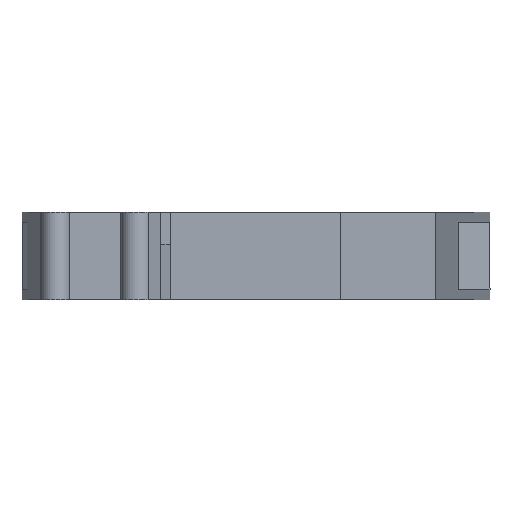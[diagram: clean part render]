
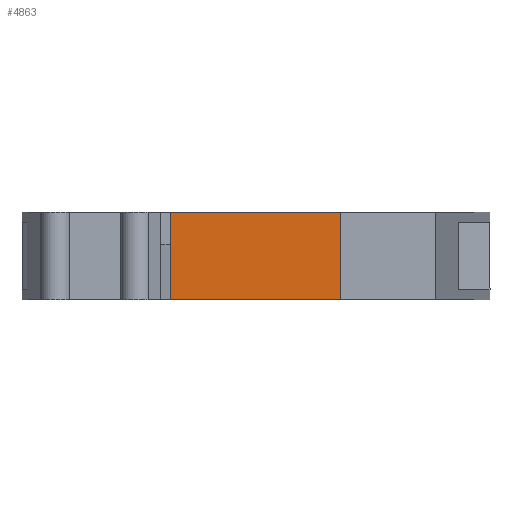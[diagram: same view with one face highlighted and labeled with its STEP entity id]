
A CAD part, front view. The second image highlights one B-rep face of the part: STEP entity #4863.
In plain terms, the highlighted planar face has unit normal (0, -1, 0).
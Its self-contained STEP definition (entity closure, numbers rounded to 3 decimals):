
#478 = ORIENTED_EDGE ( 'NONE', *, *, #484, .T. ) ;
#484 = EDGE_CURVE ( 'NONE', #1618, #1659, #1345, .T. ) ;
#1046 = DIRECTION ( 'NONE',  ( 0., 1., 0. ) ) ;
#1343 = CARTESIAN_POINT ( 'NONE',  ( 7.25, 0., 3. ) ) ;
#1345 = LINE ( 'NONE', #3236, #5451 ) ;
#1618 = VERTEX_POINT ( 'NONE', #6206 ) ;
#1659 = VERTEX_POINT ( 'NONE', #5571 ) ;
#1951 = ORIENTED_EDGE ( 'NONE', *, *, #5533, .F. ) ;
#1997 = LINE ( 'NONE', #3364, #6878 ) ;
#2201 = EDGE_LOOP ( 'NONE', ( #1951, #4920, #478, #7840 ) ) ;
#2300 = PLANE ( 'NONE',  #8271 ) ;
#2482 = EDGE_CURVE ( 'NONE', #5017, #1659, #6721, .T. ) ;
#2685 = LINE ( 'NONE', #7639, #6073 ) ;
#3236 = CARTESIAN_POINT ( 'NONE',  ( -5.864, 0., 3. ) ) ;
#3364 = CARTESIAN_POINT ( 'NONE',  ( 7.25, 0., 3. ) ) ;
#3375 = DIRECTION ( 'NONE',  ( -1., 0., 0. ) ) ;
#3855 = DIRECTION ( 'NONE',  ( 0., 0., -1. ) ) ;
#4004 = DIRECTION ( 'NONE',  ( 0., 0., -1. ) ) ;
#4098 = CARTESIAN_POINT ( 'NONE',  ( 0., 0., -3. ) ) ;
#4481 = DIRECTION ( 'NONE',  ( 1., 0., 0. ) ) ;
#4863 = ADVANCED_FACE ( 'NONE', ( #5378 ), #2300, .F. ) ;
#4884 = CARTESIAN_POINT ( 'NONE',  ( 7.25, 0., 3. ) ) ;
#4920 = ORIENTED_EDGE ( 'NONE', *, *, #5082, .F. ) ;
#5017 = VERTEX_POINT ( 'NONE', #5056 ) ;
#5056 = CARTESIAN_POINT ( 'NONE',  ( 7.25, 0., -3. ) ) ;
#5060 = VECTOR ( 'NONE', #3375, 1000. ) ;
#5082 = EDGE_CURVE ( 'NONE', #1618, #7505, #2685, .T. ) ;
#5378 = FACE_OUTER_BOUND ( 'NONE', #2201, .T. ) ;
#5451 = VECTOR ( 'NONE', #3855, 1000. ) ;
#5523 = DIRECTION ( 'NONE',  ( -1., 0., 0. ) ) ;
#5533 = EDGE_CURVE ( 'NONE', #7505, #5017, #1997, .T. ) ;
#5571 = CARTESIAN_POINT ( 'NONE',  ( -5.864, 0., -3. ) ) ;
#6073 = VECTOR ( 'NONE', #4481, 1000. ) ;
#6206 = CARTESIAN_POINT ( 'NONE',  ( -5.864, 0., 3. ) ) ;
#6721 = LINE ( 'NONE', #4098, #5060 ) ;
#6878 = VECTOR ( 'NONE', #4004, 1000. ) ;
#7505 = VERTEX_POINT ( 'NONE', #1343 ) ;
#7639 = CARTESIAN_POINT ( 'NONE',  ( 0., 0., 3. ) ) ;
#7840 = ORIENTED_EDGE ( 'NONE', *, *, #2482, .F. ) ;
#8271 = AXIS2_PLACEMENT_3D ( 'NONE', #4884, #1046, #5523 ) ;
